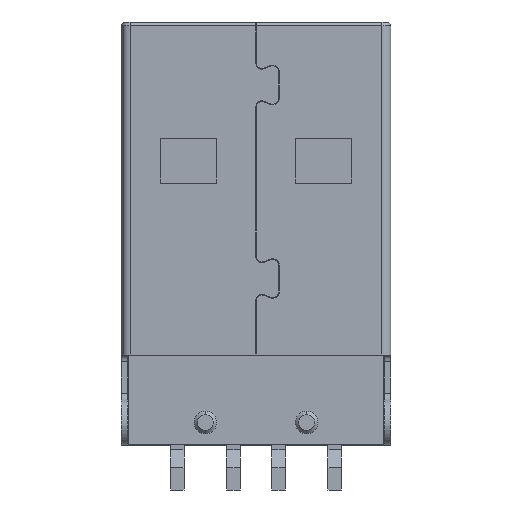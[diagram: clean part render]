
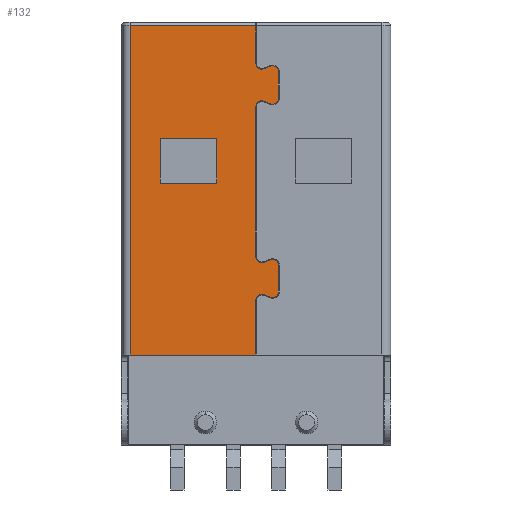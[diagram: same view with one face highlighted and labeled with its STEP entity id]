
A CAD part, front view. The second image highlights one B-rep face of the part: STEP entity #132.
In plain terms, the highlighted planar face has unit normal (0, -1, 0).
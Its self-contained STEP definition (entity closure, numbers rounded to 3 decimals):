
#132=ADVANCED_FACE('',(#542,#543),#544,.T.);
#542=FACE_OUTER_BOUND('',#1194,.T.);
#543=FACE_BOUND('',#1195,.T.);
#544=PLANE('',#1196);
#1194=EDGE_LOOP('',(#2687,#2688,#2689,#2690,#2691,#2692,#2693,#2694,#2695,#2696,#2697,#2698,#2699,#2700,#2701,#2702,#2703,#2704,#2705,#2706));
#1195=EDGE_LOOP('',(#2707,#2708,#2709,#2710));
#1196=AXIS2_PLACEMENT_3D('',#2711,#2712,#2713);
#2687=ORIENTED_EDGE('',*,*,#4955,.F.);
#2688=ORIENTED_EDGE('',*,*,#4877,.F.);
#2689=ORIENTED_EDGE('',*,*,#4644,.F.);
#2690=ORIENTED_EDGE('',*,*,#4698,.T.);
#2691=ORIENTED_EDGE('',*,*,#4956,.T.);
#2692=ORIENTED_EDGE('',*,*,#4957,.F.);
#2693=ORIENTED_EDGE('',*,*,#4958,.F.);
#2694=ORIENTED_EDGE('',*,*,#4959,.T.);
#2695=ORIENTED_EDGE('',*,*,#4960,.F.);
#2696=ORIENTED_EDGE('',*,*,#4961,.T.);
#2697=ORIENTED_EDGE('',*,*,#4962,.F.);
#2698=ORIENTED_EDGE('',*,*,#4963,.F.);
#2699=ORIENTED_EDGE('',*,*,#4964,.F.);
#2700=ORIENTED_EDGE('',*,*,#4965,.F.);
#2701=ORIENTED_EDGE('',*,*,#4966,.F.);
#2702=ORIENTED_EDGE('',*,*,#4967,.T.);
#2703=ORIENTED_EDGE('',*,*,#4968,.F.);
#2704=ORIENTED_EDGE('',*,*,#4969,.T.);
#2705=ORIENTED_EDGE('',*,*,#4970,.F.);
#2706=ORIENTED_EDGE('',*,*,#4971,.F.);
#2707=ORIENTED_EDGE('',*,*,#4972,.F.);
#2708=ORIENTED_EDGE('',*,*,#4973,.F.);
#2709=ORIENTED_EDGE('',*,*,#4974,.F.);
#2710=ORIENTED_EDGE('',*,*,#4975,.F.);
#2711=CARTESIAN_POINT('',(-5.6,-2.25,-9.4));
#2712=DIRECTION('',(0.0,-1.0,0.0));
#2713=DIRECTION('',(0.0,0.0,-1.0));
#4644=EDGE_CURVE('',#5561,#5563,#5564,.T.);
#4698=EDGE_CURVE('',#5561,#5661,#5663,.T.);
#4877=EDGE_CURVE('',#5563,#5977,#5979,.T.);
#4955=EDGE_CURVE('',#5977,#6107,#6108,.T.);
#4956=EDGE_CURVE('',#5661,#6109,#6110,.T.);
#4957=EDGE_CURVE('',#6111,#6109,#6112,.T.);
#4958=EDGE_CURVE('',#6113,#6111,#6114,.T.);
#4959=EDGE_CURVE('',#6113,#6115,#6116,.T.);
#4960=EDGE_CURVE('',#6117,#6115,#6118,.T.);
#4961=EDGE_CURVE('',#6117,#6119,#6120,.T.);
#4962=EDGE_CURVE('',#6121,#6119,#6122,.T.);
#4963=EDGE_CURVE('',#6123,#6121,#6124,.T.);
#4964=EDGE_CURVE('',#6125,#6123,#6126,.T.);
#4965=EDGE_CURVE('',#6127,#6125,#6128,.T.);
#4966=EDGE_CURVE('',#6129,#6127,#6130,.T.);
#4967=EDGE_CURVE('',#6129,#6131,#6132,.T.);
#4968=EDGE_CURVE('',#6133,#6131,#6134,.T.);
#4969=EDGE_CURVE('',#6133,#6135,#6136,.T.);
#4970=EDGE_CURVE('',#6137,#6135,#6138,.T.);
#4971=EDGE_CURVE('',#6107,#6137,#6139,.T.);
#4972=EDGE_CURVE('',#6140,#6141,#6142,.T.);
#4973=EDGE_CURVE('',#6143,#6140,#6144,.T.);
#4974=EDGE_CURVE('',#6145,#6143,#6146,.T.);
#4975=EDGE_CURVE('',#6141,#6145,#6147,.T.);
#5561=VERTEX_POINT('',#7042);
#5563=VERTEX_POINT('',#7044);
#5564=LINE('',#7045,#7046);
#5661=VERTEX_POINT('',#7181);
#5663=LINE('',#7184,#7185);
#5977=VERTEX_POINT('',#7645);
#5979=LINE('',#7648,#7649);
#6107=VERTEX_POINT('',#7840);
#6108=LINE('',#7841,#7842);
#6109=VERTEX_POINT('',#7843);
#6110=LINE('',#7844,#7845);
#6111=VERTEX_POINT('',#7846);
#6112=CIRCLE('',#7847,0.25);
#6113=VERTEX_POINT('',#7848);
#6114=LINE('',#7849,#7850);
#6115=VERTEX_POINT('',#7851);
#6116=CIRCLE('',#7852,0.25);
#6117=VERTEX_POINT('',#7853);
#6118=LINE('',#7854,#7855);
#6119=VERTEX_POINT('',#7856);
#6120=CIRCLE('',#7857,0.25);
#6121=VERTEX_POINT('',#7858);
#6122=LINE('',#7859,#7860);
#6123=VERTEX_POINT('',#7861);
#6124=CIRCLE('',#7862,0.25);
#6125=VERTEX_POINT('',#7863);
#6126=LINE('',#7864,#7865);
#6127=VERTEX_POINT('',#7866);
#6128=CIRCLE('',#7867,0.25);
#6129=VERTEX_POINT('',#7868);
#6130=LINE('',#7869,#7870);
#6131=VERTEX_POINT('',#7871);
#6132=CIRCLE('',#7872,0.25);
#6133=VERTEX_POINT('',#7873);
#6134=LINE('',#7874,#7875);
#6135=VERTEX_POINT('',#7876);
#6136=CIRCLE('',#7877,0.25);
#6137=VERTEX_POINT('',#7878);
#6138=LINE('',#7879,#7880);
#6139=CIRCLE('',#7881,0.25);
#6140=VERTEX_POINT('',#7882);
#6141=VERTEX_POINT('',#7883);
#6142=LINE('',#7884,#7885);
#6143=VERTEX_POINT('',#7886);
#6144=LINE('',#7887,#7888);
#6145=VERTEX_POINT('',#7889);
#6146=LINE('',#7890,#7891);
#6147=LINE('',#7892,#7893);
#7042=CARTESIAN_POINT('',(-5.6,-2.25,-5.4));
#7044=CARTESIAN_POINT('',(-5.6,-2.25,9.227));
#7045=CARTESIAN_POINT('',(-5.6,-2.25,-5.4));
#7046=VECTOR('',#9246,14.627);
#7181=CARTESIAN_POINT('',(0.0,-2.25,-5.4));
#7184=CARTESIAN_POINT('',(-5.6,-2.25,-5.4));
#7185=VECTOR('',#9328,5.6);
#7645=CARTESIAN_POINT('',(0.0,-2.25,9.227));
#7648=CARTESIAN_POINT('',(-5.6,-2.25,9.227));
#7649=VECTOR('',#9587,5.6);
#7840=CARTESIAN_POINT('',(0.0,-2.25,7.55));
#7841=CARTESIAN_POINT('',(0.0,-2.25,9.227));
#7842=VECTOR('',#9693,1.677);
#7843=CARTESIAN_POINT('',(0.0,-2.25,-2.95));
#7844=CARTESIAN_POINT('',(0.0,-2.25,-5.4));
#7845=VECTOR('',#9694,2.45);
#7846=CARTESIAN_POINT('',(0.336,-2.25,-2.715));
#7847=AXIS2_PLACEMENT_3D('',#9695,#9696,#9697);
#7848=CARTESIAN_POINT('',(0.664,-2.25,-2.835));
#7849=CARTESIAN_POINT('',(0.664,-2.25,-2.835));
#7850=VECTOR('',#9698,0.35);
#7851=CARTESIAN_POINT('',(1.0,-2.25,-2.6));
#7852=AXIS2_PLACEMENT_3D('',#9699,#9700,#9701);
#7853=CARTESIAN_POINT('',(1.0,-2.25,-1.4));
#7854=CARTESIAN_POINT('',(1.0,-2.25,-1.4));
#7855=VECTOR('',#9702,1.2);
#7856=CARTESIAN_POINT('',(0.664,-2.25,-1.165));
#7857=AXIS2_PLACEMENT_3D('',#9703,#9704,#9705);
#7858=CARTESIAN_POINT('',(0.336,-2.25,-1.285));
#7859=CARTESIAN_POINT('',(0.336,-2.25,-1.285));
#7860=VECTOR('',#9706,0.35);
#7861=CARTESIAN_POINT('',(0.0,-2.25,-1.05));
#7862=AXIS2_PLACEMENT_3D('',#9707,#9708,#9709);
#7863=CARTESIAN_POINT('',(0.0,-2.25,5.65));
#7864=CARTESIAN_POINT('',(0.0,-2.25,5.65));
#7865=VECTOR('',#9710,6.7);
#7866=CARTESIAN_POINT('',(0.336,-2.25,5.885));
#7867=AXIS2_PLACEMENT_3D('',#9711,#9712,#9713);
#7868=CARTESIAN_POINT('',(0.664,-2.25,5.765));
#7869=CARTESIAN_POINT('',(0.664,-2.25,5.765));
#7870=VECTOR('',#9714,0.35);
#7871=CARTESIAN_POINT('',(1.0,-2.25,6.0));
#7872=AXIS2_PLACEMENT_3D('',#9715,#9716,#9717);
#7873=CARTESIAN_POINT('',(1.0,-2.25,7.2));
#7874=CARTESIAN_POINT('',(1.0,-2.25,7.2));
#7875=VECTOR('',#9718,1.2);
#7876=CARTESIAN_POINT('',(0.664,-2.25,7.435));
#7877=AXIS2_PLACEMENT_3D('',#9719,#9720,#9721);
#7878=CARTESIAN_POINT('',(0.336,-2.25,7.315));
#7879=CARTESIAN_POINT('',(0.336,-2.25,7.315));
#7880=VECTOR('',#9722,0.35);
#7881=AXIS2_PLACEMENT_3D('',#9723,#9724,#9725);
#7882=CARTESIAN_POINT('',(-4.25,-2.25,4.24));
#7883=CARTESIAN_POINT('',(-4.25,-2.25,2.24));
#7884=CARTESIAN_POINT('',(-4.25,-2.25,4.24));
#7885=VECTOR('',#9726,2.0);
#7886=CARTESIAN_POINT('',(-1.75,-2.25,4.24));
#7887=CARTESIAN_POINT('',(-1.75,-2.25,4.24));
#7888=VECTOR('',#9727,2.5);
#7889=CARTESIAN_POINT('',(-1.75,-2.25,2.24));
#7890=CARTESIAN_POINT('',(-1.75,-2.25,2.24));
#7891=VECTOR('',#9728,2.0);
#7892=CARTESIAN_POINT('',(-4.25,-2.25,2.24));
#7893=VECTOR('',#9729,2.5);
#9246=DIRECTION('',(0.,0.,1.));
#9328=DIRECTION('',(1.0,0.0,0.0));
#9587=DIRECTION('',(1.,0.,0.));
#9693=DIRECTION('',(0.0,0.0,-1.0));
#9694=DIRECTION('',(0.0,0.0,1.0));
#9695=CARTESIAN_POINT('',(0.25,-2.25,-2.95));
#9696=DIRECTION('',(0.0,-1.0,0.0));
#9697=DIRECTION('',(0.342,0.0,0.94));
#9698=DIRECTION('',(-0.94,0.0,0.342));
#9699=CARTESIAN_POINT('',(0.75,-2.25,-2.6));
#9700=DIRECTION('',(0.0,-1.0,-0.0));
#9701=DIRECTION('',(-0.342,0.0,-0.94));
#9702=DIRECTION('',(0.0,0.0,-1.0));
#9703=CARTESIAN_POINT('',(0.75,-2.25,-1.4));
#9704=DIRECTION('',(0.0,-1.0,0.0));
#9705=DIRECTION('',(1.0,0.0,0.0));
#9706=DIRECTION('',(0.94,0.0,0.342));
#9707=CARTESIAN_POINT('',(0.25,-2.25,-1.05));
#9708=DIRECTION('',(0.0,-1.0,0.0));
#9709=DIRECTION('',(-1.0,0.0,0.0));
#9710=DIRECTION('',(0.0,0.0,-1.0));
#9711=CARTESIAN_POINT('',(0.25,-2.25,5.65));
#9712=DIRECTION('',(0.0,-1.0,0.0));
#9713=DIRECTION('',(0.342,0.0,0.94));
#9714=DIRECTION('',(-0.94,0.0,0.342));
#9715=CARTESIAN_POINT('',(0.75,-2.25,6.0));
#9716=DIRECTION('',(0.0,-1.0,-0.0));
#9717=DIRECTION('',(-0.342,0.0,-0.94));
#9718=DIRECTION('',(0.0,0.0,-1.0));
#9719=CARTESIAN_POINT('',(0.75,-2.25,7.2));
#9720=DIRECTION('',(0.0,-1.0,0.0));
#9721=DIRECTION('',(1.0,0.0,0.0));
#9722=DIRECTION('',(0.94,0.0,0.342));
#9723=CARTESIAN_POINT('',(0.25,-2.25,7.55));
#9724=DIRECTION('',(0.0,-1.0,0.0));
#9725=DIRECTION('',(-1.0,0.0,0.0));
#9726=DIRECTION('',(0.0,0.0,-1.0));
#9727=DIRECTION('',(-1.0,0.0,0.0));
#9728=DIRECTION('',(0.0,0.0,1.0));
#9729=DIRECTION('',(1.0,0.0,0.0));
